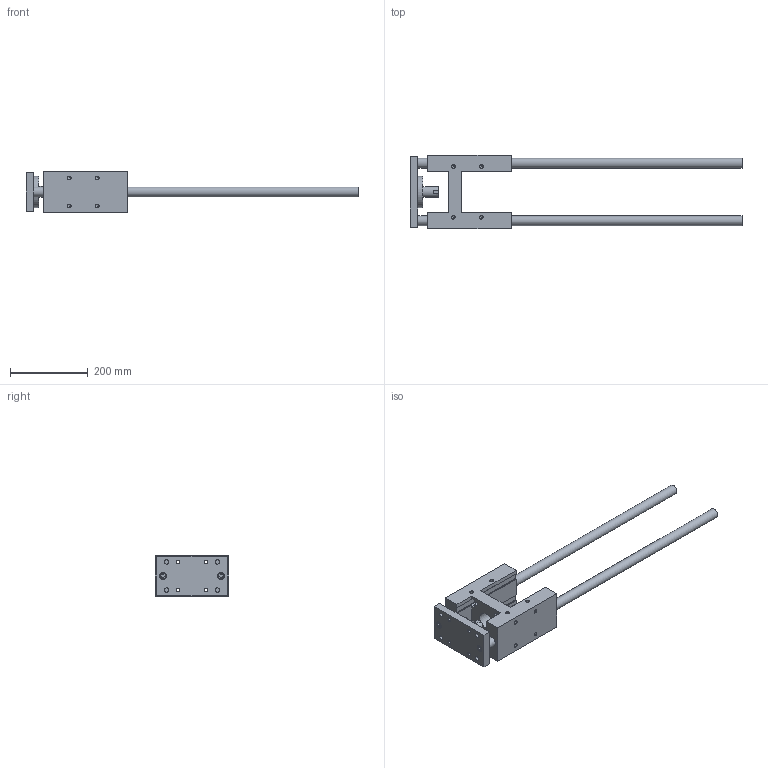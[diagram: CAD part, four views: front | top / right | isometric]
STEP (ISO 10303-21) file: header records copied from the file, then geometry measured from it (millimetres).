
FILE_DESCRIPTION( ( 'STEP AP214' ), '1' );
FILE_NAME( '1320.80.550.GLB(0).stp', '2021-10-27T14:04:37', ( 'License CC BY-ND 4.0' ), ( 'CADENAS' ), ' ', 'PARTsolutions', ' ' );
FILE_SCHEMA( ( 'AUTOMOTIVE_DESIGN { 1 0 10303 214 1 1 1 1 }' ) );
Length unit declared in the file: millimetre
Products named in the file (1): _1320.80.550.GLB(0)
Bounding box: 852 x 189 x 105 mm (x, y, z)
Volume: 3154812.6 mm3; surface area: 343823.2 mm2
Topology: 1 solids, 1 shells, 212 faces, 580 edges, 378 vertices
Faces by surface type: plane 94, cylinder 75, cone 41, torus 2
Full cylindrical faces by diameter (mm): 8.376 x20, 11 x4, 17 x2, 18 x6, 25 x4, 28.235 x1, 45 x1, 80 x1
Entity records: 7832 total; most frequent: DIRECTION 1070, CARTESIAN_POINT 1037, ORIENTED_EDGE 928, EDGE_CURVE 464, AXIS2_PLACEMENT_3D 393, VERTEX_POINT 360, EDGE_LOOP 330, LINE 284
